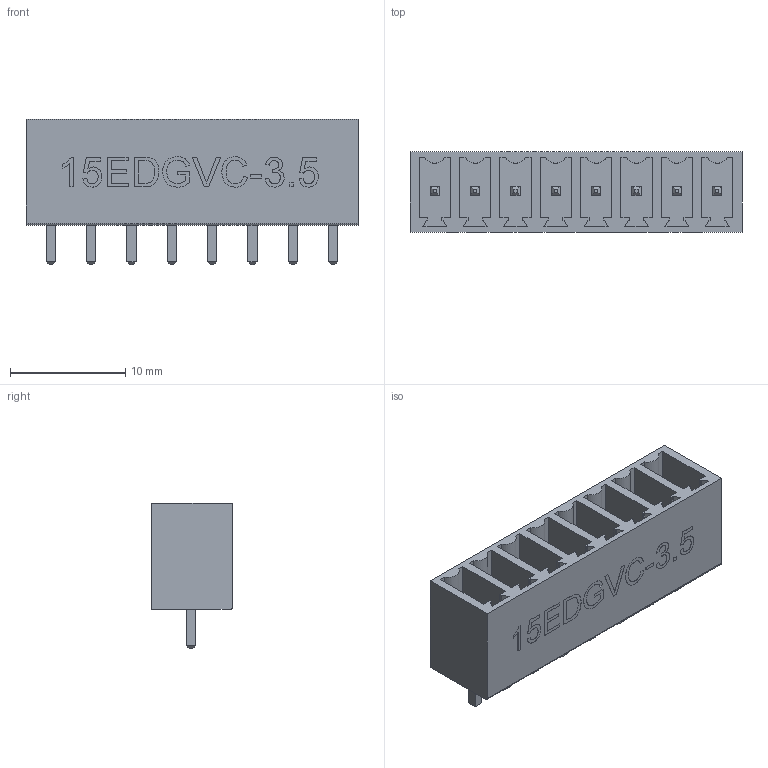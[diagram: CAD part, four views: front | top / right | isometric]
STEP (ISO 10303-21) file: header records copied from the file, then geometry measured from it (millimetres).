
FILE_DESCRIPTION (( 'STEP AP214' ), '1' );
FILE_NAME ('User Library-15EDGVC-3.5-08P.STEP', '2018-02-23T11:04:16', ( '' ), ( '' ), 'SwSTEP 2.0', 'SolidWorks 2018', '' );
FILE_SCHEMA (( 'AUTOMOTIVE_DESIGN' ));
Length unit declared in the file: millimetre
Products named in the file (1): User Library-15EDGVC-3.5-08P
Bounding box: 28.8 x 7 x 12.6 mm (x, y, z)
Volume: 1003.8 mm3; surface area: 2429 mm2
Topology: 1 solids, 1 shells, 407 faces, 1043 edges, 674 vertices
Faces by surface type: plane 337, bspline 61, cylinder 9
Entity records: 18220 total; most frequent: CARTESIAN_POINT 5842, ORIENTED_EDGE 2086, DIRECTION 1633, EDGE_CURVE 1043, LINE 903, VECTOR 903, VERTEX_POINT 674, EDGE_LOOP 443
